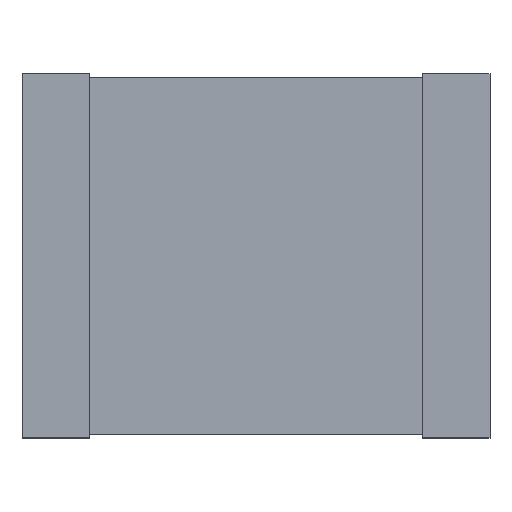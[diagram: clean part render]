
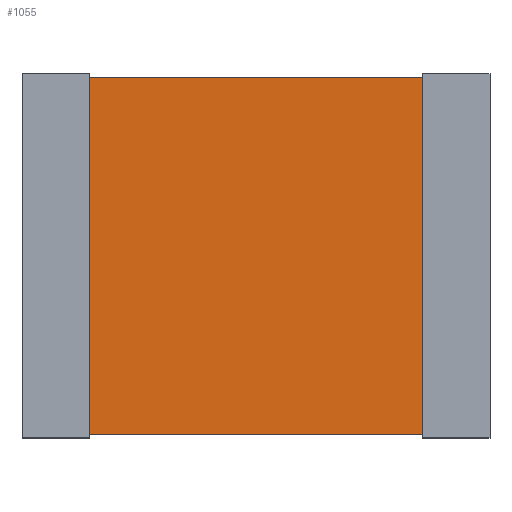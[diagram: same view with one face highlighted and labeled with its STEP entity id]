
A CAD part, top view. The second image highlights one B-rep face of the part: STEP entity #1055.
In plain terms, the highlighted planar face has unit normal (0, 0, 1).
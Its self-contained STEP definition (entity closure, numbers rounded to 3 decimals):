
#741 = VERTEX_POINT('',#742);
#742 = CARTESIAN_POINT('',(0.,0.,0.745));
#749 = PLANE('',#750);
#750 = AXIS2_PLACEMENT_3D('',#751,#752,#753);
#751 = CARTESIAN_POINT('',(0.,0.,0.));
#752 = DIRECTION('',(1.,0.,-0.));
#753 = DIRECTION('',(0.,0.,1.));
#761 = PLANE('',#762);
#762 = AXIS2_PLACEMENT_3D('',#763,#764,#765);
#763 = CARTESIAN_POINT('',(0.,0.,0.));
#764 = DIRECTION('',(-0.,1.,0.));
#765 = DIRECTION('',(0.,0.,1.));
#802 = VERTEX_POINT('',#803);
#803 = CARTESIAN_POINT('',(0.,2.44,0.745));
#817 = PLANE('',#818);
#818 = AXIS2_PLACEMENT_3D('',#819,#820,#821);
#819 = CARTESIAN_POINT('',(0.,2.44,0.));
#820 = DIRECTION('',(-0.,1.,0.));
#821 = DIRECTION('',(0.,0.,1.));
#829 = EDGE_CURVE('',#741,#802,#830,.T.);
#830 = SURFACE_CURVE('',#831,(#835,#842),.PCURVE_S1.);
#831 = LINE('',#832,#833);
#832 = CARTESIAN_POINT('',(0.,0.,0.745));
#833 = VECTOR('',#834,1.);
#834 = DIRECTION('',(-0.,1.,0.));
#835 = PCURVE('',#749,#836);
#836 = DEFINITIONAL_REPRESENTATION('',(#837),#841);
#837 = LINE('',#838,#839);
#838 = CARTESIAN_POINT('',(0.745,0.));
#839 = VECTOR('',#840,1.);
#840 = DIRECTION('',(0.,-1.));
#841 = ( GEOMETRIC_REPRESENTATION_CONTEXT(2) 
PARAMETRIC_REPRESENTATION_CONTEXT() REPRESENTATION_CONTEXT('2D SPACE',''
  ) );
#842 = PCURVE('',#843,#848);
#843 = PLANE('',#844);
#844 = AXIS2_PLACEMENT_3D('',#845,#846,#847);
#845 = CARTESIAN_POINT('',(0.,0.,0.745));
#846 = DIRECTION('',(0.,0.,1.));
#847 = DIRECTION('',(1.,0.,-0.));
#848 = DEFINITIONAL_REPRESENTATION('',(#849),#853);
#849 = LINE('',#850,#851);
#850 = CARTESIAN_POINT('',(0.,0.));
#851 = VECTOR('',#852,1.);
#852 = DIRECTION('',(0.,1.));
#853 = ( GEOMETRIC_REPRESENTATION_CONTEXT(2) 
PARAMETRIC_REPRESENTATION_CONTEXT() REPRESENTATION_CONTEXT('2D SPACE',''
  ) );
#861 = VERTEX_POINT('',#862);
#862 = CARTESIAN_POINT('',(2.28,0.,0.745));
#869 = PLANE('',#870);
#870 = AXIS2_PLACEMENT_3D('',#871,#872,#873);
#871 = CARTESIAN_POINT('',(2.28,0.,0.));
#872 = DIRECTION('',(1.,0.,-0.));
#873 = DIRECTION('',(0.,0.,1.));
#912 = VERTEX_POINT('',#913);
#913 = CARTESIAN_POINT('',(2.28,2.44,0.745));
#934 = EDGE_CURVE('',#861,#912,#935,.T.);
#935 = SURFACE_CURVE('',#936,(#940,#947),.PCURVE_S1.);
#936 = LINE('',#937,#938);
#937 = CARTESIAN_POINT('',(2.28,0.,0.745));
#938 = VECTOR('',#939,1.);
#939 = DIRECTION('',(0.,1.,0.));
#940 = PCURVE('',#869,#941);
#941 = DEFINITIONAL_REPRESENTATION('',(#942),#946);
#942 = LINE('',#943,#944);
#943 = CARTESIAN_POINT('',(0.745,0.));
#944 = VECTOR('',#945,1.);
#945 = DIRECTION('',(0.,-1.));
#946 = ( GEOMETRIC_REPRESENTATION_CONTEXT(2) 
PARAMETRIC_REPRESENTATION_CONTEXT() REPRESENTATION_CONTEXT('2D SPACE',''
  ) );
#947 = PCURVE('',#843,#948);
#948 = DEFINITIONAL_REPRESENTATION('',(#949),#953);
#949 = LINE('',#950,#951);
#950 = CARTESIAN_POINT('',(2.28,0.));
#951 = VECTOR('',#952,1.);
#952 = DIRECTION('',(0.,1.));
#953 = ( GEOMETRIC_REPRESENTATION_CONTEXT(2) 
PARAMETRIC_REPRESENTATION_CONTEXT() REPRESENTATION_CONTEXT('2D SPACE',''
  ) );
#980 = EDGE_CURVE('',#741,#861,#981,.T.);
#981 = SURFACE_CURVE('',#982,(#986,#993),.PCURVE_S1.);
#982 = LINE('',#983,#984);
#983 = CARTESIAN_POINT('',(0.,0.,0.745));
#984 = VECTOR('',#985,1.);
#985 = DIRECTION('',(1.,0.,-0.));
#986 = PCURVE('',#761,#987);
#987 = DEFINITIONAL_REPRESENTATION('',(#988),#992);
#988 = LINE('',#989,#990);
#989 = CARTESIAN_POINT('',(0.745,0.));
#990 = VECTOR('',#991,1.);
#991 = DIRECTION('',(0.,1.));
#992 = ( GEOMETRIC_REPRESENTATION_CONTEXT(2) 
PARAMETRIC_REPRESENTATION_CONTEXT() REPRESENTATION_CONTEXT('2D SPACE',''
  ) );
#993 = PCURVE('',#843,#994);
#994 = DEFINITIONAL_REPRESENTATION('',(#995),#999);
#995 = LINE('',#996,#997);
#996 = CARTESIAN_POINT('',(0.,0.));
#997 = VECTOR('',#998,1.);
#998 = DIRECTION('',(1.,0.));
#999 = ( GEOMETRIC_REPRESENTATION_CONTEXT(2) 
PARAMETRIC_REPRESENTATION_CONTEXT() REPRESENTATION_CONTEXT('2D SPACE',''
  ) );
#1027 = EDGE_CURVE('',#802,#912,#1028,.T.);
#1028 = SURFACE_CURVE('',#1029,(#1033,#1040),.PCURVE_S1.);
#1029 = LINE('',#1030,#1031);
#1030 = CARTESIAN_POINT('',(0.,2.44,0.745));
#1031 = VECTOR('',#1032,1.);
#1032 = DIRECTION('',(1.,0.,-0.));
#1033 = PCURVE('',#817,#1034);
#1034 = DEFINITIONAL_REPRESENTATION('',(#1035),#1039);
#1035 = LINE('',#1036,#1037);
#1036 = CARTESIAN_POINT('',(0.745,0.));
#1037 = VECTOR('',#1038,1.);
#1038 = DIRECTION('',(0.,1.));
#1039 = ( GEOMETRIC_REPRESENTATION_CONTEXT(2) 
PARAMETRIC_REPRESENTATION_CONTEXT() REPRESENTATION_CONTEXT('2D SPACE',''
  ) );
#1040 = PCURVE('',#843,#1041);
#1041 = DEFINITIONAL_REPRESENTATION('',(#1042),#1046);
#1042 = LINE('',#1043,#1044);
#1043 = CARTESIAN_POINT('',(0.,2.44));
#1044 = VECTOR('',#1045,1.);
#1045 = DIRECTION('',(1.,0.));
#1046 = ( GEOMETRIC_REPRESENTATION_CONTEXT(2) 
PARAMETRIC_REPRESENTATION_CONTEXT() REPRESENTATION_CONTEXT('2D SPACE',''
  ) );
#1055 = ADVANCED_FACE('',(#1056),#843,.T.);
#1056 = FACE_BOUND('',#1057,.T.);
#1057 = EDGE_LOOP('',(#1058,#1059,#1060,#1061));
#1058 = ORIENTED_EDGE('',*,*,#829,.F.);
#1059 = ORIENTED_EDGE('',*,*,#980,.T.);
#1060 = ORIENTED_EDGE('',*,*,#934,.T.);
#1061 = ORIENTED_EDGE('',*,*,#1027,.F.);
